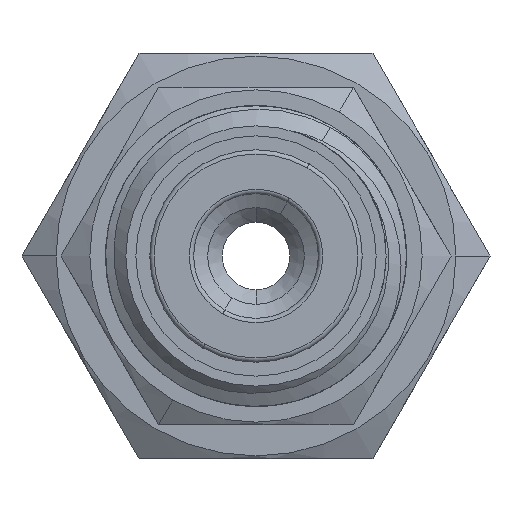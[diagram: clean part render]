
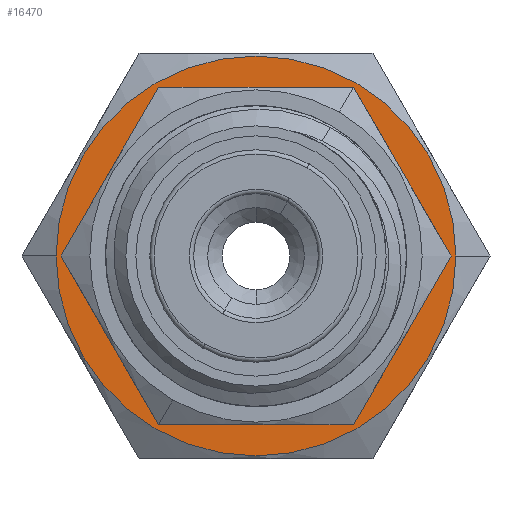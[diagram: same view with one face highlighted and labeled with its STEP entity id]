
A CAD part, left-side view. The second image highlights one B-rep face of the part: STEP entity #16470.
In plain terms, the highlighted planar face has unit normal (-1, 0, 0).
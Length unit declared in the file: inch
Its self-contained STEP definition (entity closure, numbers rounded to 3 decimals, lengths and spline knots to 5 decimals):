
#1501 = CARTESIAN_POINT ( 'NONE',  ( -0.6325, 0., 0. ) ) ;
#1890 = CARTESIAN_POINT ( 'NONE',  ( -0.6325, 0.20675, 0. ) ) ;
#2648 = CARTESIAN_POINT ( 'NONE',  ( -0.6325, -0.37, 0. ) ) ;
#2758 = EDGE_LOOP ( 'NONE', ( #5836, #22918 ) ) ;
#3464 = CARTESIAN_POINT ( 'NONE',  ( -0.6325, 0., 0. ) ) ;
#3718 = AXIS2_PLACEMENT_3D ( 'NONE', #3464, #15849, #5255 ) ;
#3747 = VERTEX_POINT ( 'NONE', #16703 ) ;
#3801 = CARTESIAN_POINT ( 'NONE',  ( -0.6325, 0., 0. ) ) ;
#4311 = VERTEX_POINT ( 'NONE', #19360 ) ;
#4641 = EDGE_CURVE ( 'NONE', #4311, #6881, #12487, .T. ) ;
#4878 = DIRECTION ( 'NONE',  ( 1., 0., 0. ) ) ;
#4969 = DIRECTION ( 'NONE',  ( -1., 0., 0. ) ) ;
#5041 = CARTESIAN_POINT ( 'NONE',  ( -0.6325, 0.20675, 0. ) ) ;
#5205 = CARTESIAN_POINT ( 'NONE',  ( -0.6325, 0., 0. ) ) ;
#5255 = DIRECTION ( 'NONE',  ( 0., 1., 0. ) ) ;
#5427 = DIRECTION ( 'NONE',  ( 0., 1., 0. ) ) ;
#5836 = ORIENTED_EDGE ( 'NONE', *, *, #4641, .F. ) ;
#6727 = AXIS2_PLACEMENT_3D ( 'NONE', #5041, #4969, #8468 ) ;
#6881 = VERTEX_POINT ( 'NONE', #2648 ) ;
#6999 = DIRECTION ( 'NONE',  ( 1., 0., 0. ) ) ;
#7592 = AXIS2_PLACEMENT_3D ( 'NONE', #3801, #12494, #5427 ) ;
#7688 = EDGE_CURVE ( 'NONE', #3747, #13541, #18572, .T. ) ;
#8184 = CIRCLE ( 'NONE', #15026, 0.37 ) ;
#8468 = DIRECTION ( 'NONE',  ( 0., -1., 0. ) ) ;
#12487 = CIRCLE ( 'NONE', #7592, 0.37 ) ;
#12494 = DIRECTION ( 'NONE',  ( 1., 0., 0. ) ) ;
#13541 = VERTEX_POINT ( 'NONE', #1890 ) ;
#15026 = AXIS2_PLACEMENT_3D ( 'NONE', #5205, #6999, #20846 ) ;
#15566 = PLANE ( 'NONE',  #6727 ) ;
#15739 = EDGE_CURVE ( 'NONE', #13541, #3747, #22244, .T. ) ;
#15836 = FACE_OUTER_BOUND ( 'NONE', #2758, .T. ) ;
#15849 = DIRECTION ( 'NONE',  ( 1., 0., 0. ) ) ;
#16470 = ADVANCED_FACE ( 'NONE', ( #22785, #15836 ), #15566, .T. ) ;
#16703 = CARTESIAN_POINT ( 'NONE',  ( -0.6325, -0.20675, 0. ) ) ;
#16951 = AXIS2_PLACEMENT_3D ( 'NONE', #1501, #4878, #17409 ) ;
#17082 = EDGE_LOOP ( 'NONE', ( #21566, #20150 ) ) ;
#17409 = DIRECTION ( 'NONE',  ( 0., 1., 0. ) ) ;
#18572 = CIRCLE ( 'NONE', #3718, 0.20675 ) ;
#19360 = CARTESIAN_POINT ( 'NONE',  ( -0.6325, 0.37, 0. ) ) ;
#20150 = ORIENTED_EDGE ( 'NONE', *, *, #7688, .T. ) ;
#20846 = DIRECTION ( 'NONE',  ( 0., 1., 0. ) ) ;
#21566 = ORIENTED_EDGE ( 'NONE', *, *, #15739, .T. ) ;
#22244 = CIRCLE ( 'NONE', #16951, 0.20675 ) ;
#22785 = FACE_BOUND ( 'NONE', #17082, .T. ) ;
#22918 = ORIENTED_EDGE ( 'NONE', *, *, #22951, .F. ) ;
#22951 = EDGE_CURVE ( 'NONE', #6881, #4311, #8184, .T. ) ;
